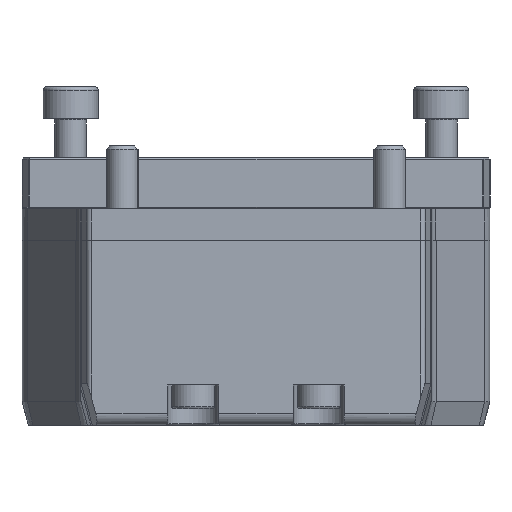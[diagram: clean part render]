
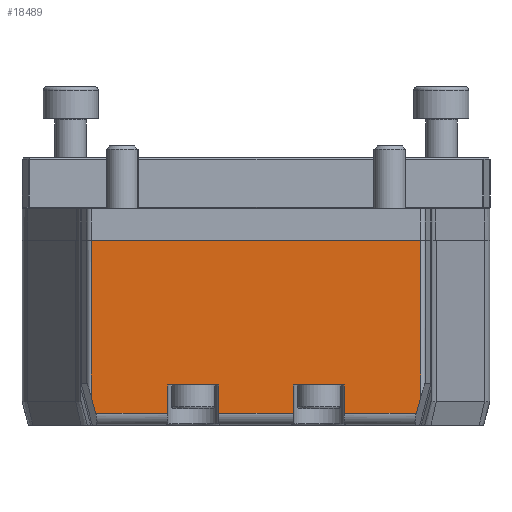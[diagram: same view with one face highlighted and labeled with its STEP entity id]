
A CAD part, front view. The second image highlights one B-rep face of the part: STEP entity #18489.
In plain terms, the highlighted planar face has unit normal (0, -1, 0).
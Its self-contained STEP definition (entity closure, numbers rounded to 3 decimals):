
#1075=FACE_OUTER_BOUND('',#2016,.T.);
#2016=EDGE_LOOP('',(#15266,#15267,#15268,#15269,#15270,#15271,#15272,#15273,
#15274,#15275,#15276,#15277,#15278,#15279));
#4045=LINE('',#28657,#6206);
#4068=LINE('',#28742,#6229);
#4089=LINE('',#28822,#6250);
#4109=LINE('',#28892,#6270);
#4127=LINE('',#28966,#6288);
#4128=LINE('',#28970,#6289);
#4129=LINE('',#28972,#6290);
#4130=LINE('',#28974,#6291);
#4131=LINE('',#28976,#6292);
#4132=LINE('',#28978,#6293);
#4133=LINE('',#28979,#6294);
#4134=LINE('',#28981,#6295);
#4135=LINE('',#28983,#6296);
#4136=LINE('',#28984,#6297);
#6206=VECTOR('',#23443,10.);
#6229=VECTOR('',#23518,10.);
#6250=VECTOR('',#23571,10.);
#6270=VECTOR('',#23631,10.);
#6288=VECTOR('',#23679,10.);
#6289=VECTOR('',#23682,10.);
#6290=VECTOR('',#23683,10.);
#6291=VECTOR('',#23684,10.);
#6292=VECTOR('',#23685,10.);
#6293=VECTOR('',#23686,10.);
#6294=VECTOR('',#23687,10.);
#6295=VECTOR('',#23688,10.);
#6296=VECTOR('',#23689,10.);
#6297=VECTOR('',#23690,10.);
#8158=VERTEX_POINT('',#28651);
#8159=VERTEX_POINT('',#28655);
#8183=VERTEX_POINT('',#28740);
#8201=VERTEX_POINT('',#28819);
#8220=VERTEX_POINT('',#28890);
#8237=VERTEX_POINT('',#28963);
#8238=VERTEX_POINT('',#28968);
#8239=VERTEX_POINT('',#28969);
#8240=VERTEX_POINT('',#28971);
#8241=VERTEX_POINT('',#28973);
#8242=VERTEX_POINT('',#28975);
#8243=VERTEX_POINT('',#28977);
#8244=VERTEX_POINT('',#28980);
#8245=VERTEX_POINT('',#28982);
#10519=EDGE_CURVE('',#8159,#8158,#4045,.T.);
#10556=EDGE_CURVE('',#8158,#8183,#4068,.T.);
#10586=EDGE_CURVE('',#8183,#8201,#4089,.T.);
#10617=EDGE_CURVE('',#8159,#8220,#4109,.T.);
#10644=EDGE_CURVE('',#8237,#8220,#4127,.T.);
#10645=EDGE_CURVE('',#8238,#8239,#4128,.T.);
#10646=EDGE_CURVE('',#8240,#8239,#4129,.T.);
#10647=EDGE_CURVE('',#8240,#8241,#4130,.T.);
#10648=EDGE_CURVE('',#8241,#8242,#4131,.T.);
#10649=EDGE_CURVE('',#8242,#8243,#4132,.T.);
#10650=EDGE_CURVE('',#8237,#8243,#4133,.T.);
#10651=EDGE_CURVE('',#8244,#8201,#4134,.T.);
#10652=EDGE_CURVE('',#8244,#8245,#4135,.T.);
#10653=EDGE_CURVE('',#8245,#8238,#4136,.T.);
#15266=ORIENTED_EDGE('',*,*,#10645,.T.);
#15267=ORIENTED_EDGE('',*,*,#10646,.F.);
#15268=ORIENTED_EDGE('',*,*,#10647,.T.);
#15269=ORIENTED_EDGE('',*,*,#10648,.T.);
#15270=ORIENTED_EDGE('',*,*,#10649,.T.);
#15271=ORIENTED_EDGE('',*,*,#10650,.F.);
#15272=ORIENTED_EDGE('',*,*,#10644,.T.);
#15273=ORIENTED_EDGE('',*,*,#10617,.F.);
#15274=ORIENTED_EDGE('',*,*,#10519,.T.);
#15275=ORIENTED_EDGE('',*,*,#10556,.T.);
#15276=ORIENTED_EDGE('',*,*,#10586,.T.);
#15277=ORIENTED_EDGE('',*,*,#10651,.F.);
#15278=ORIENTED_EDGE('',*,*,#10652,.T.);
#15279=ORIENTED_EDGE('',*,*,#10653,.T.);
#16727=PLANE('',#19598);
#18489=ADVANCED_FACE('',(#1075),#16727,.T.);
#19598=AXIS2_PLACEMENT_3D('',#28967,#23680,#23681);
#23443=DIRECTION('',(-1.,0.,0.));
#23518=DIRECTION('',(0.,0.,-1.));
#23571=DIRECTION('',(0.259,0.,-0.966));
#23631=DIRECTION('',(0.,0.,-1.));
#23679=DIRECTION('',(0.259,0.,0.966));
#23680=DIRECTION('center_axis',(0.,-1.,0.));
#23681=DIRECTION('ref_axis',(-1.,0.,0.));
#23682=DIRECTION('',(0.,0.,-1.));
#23683=DIRECTION('',(-1.,0.,0.));
#23684=DIRECTION('',(0.,0.,1.));
#23685=DIRECTION('',(1.,0.,0.));
#23686=DIRECTION('',(0.,0.,-1.));
#23687=DIRECTION('',(-1.,0.,0.));
#23688=DIRECTION('',(-1.,0.,0.));
#23689=DIRECTION('',(0.,0.,1.));
#23690=DIRECTION('',(1.,0.,0.));
#28651=CARTESIAN_POINT('',(-20.932,-22.25,-4.));
#28655=CARTESIAN_POINT('',(20.932,-22.25,-4.));
#28657=CARTESIAN_POINT('',(22.25,-22.25,-4.));
#28740=CARTESIAN_POINT('',(-20.932,-22.25,-23.942));
#28742=CARTESIAN_POINT('',(-20.932,-22.25,-4.));
#28819=CARTESIAN_POINT('',(-20.381,-22.25,-26.));
#28822=CARTESIAN_POINT('',(-24.775,-22.25,-9.599));
#28890=CARTESIAN_POINT('',(20.932,-22.25,-23.942));
#28892=CARTESIAN_POINT('',(20.932,-22.25,-4.));
#28963=CARTESIAN_POINT('',(20.381,-22.25,-26.));
#28966=CARTESIAN_POINT('',(26.178,-22.25,-4.366));
#28967=CARTESIAN_POINT('Origin',(20.932,-22.25,-4.));
#28968=CARTESIAN_POINT('',(-4.75,-22.25,-22.4));
#28969=CARTESIAN_POINT('',(-4.75,-22.25,-26.));
#28970=CARTESIAN_POINT('',(-4.75,-22.25,-15.75));
#28971=CARTESIAN_POINT('',(4.75,-22.25,-26.));
#28972=CARTESIAN_POINT('',(10.466,-22.25,-26.));
#28973=CARTESIAN_POINT('',(4.75,-22.25,-22.4));
#28974=CARTESIAN_POINT('',(4.75,-22.25,-15.75));
#28975=CARTESIAN_POINT('',(11.25,-22.25,-22.4));
#28976=CARTESIAN_POINT('',(9.544,-22.25,-22.4));
#28977=CARTESIAN_POINT('',(11.25,-22.25,-26.));
#28978=CARTESIAN_POINT('',(11.25,-22.25,-15.75));
#28979=CARTESIAN_POINT('',(10.466,-22.25,-26.));
#28980=CARTESIAN_POINT('',(-11.25,-22.25,-26.));
#28981=CARTESIAN_POINT('',(10.466,-22.25,-26.));
#28982=CARTESIAN_POINT('',(-11.25,-22.25,-22.4));
#28983=CARTESIAN_POINT('',(-11.25,-22.25,-15.75));
#28984=CARTESIAN_POINT('',(9.544,-22.25,-22.4));
